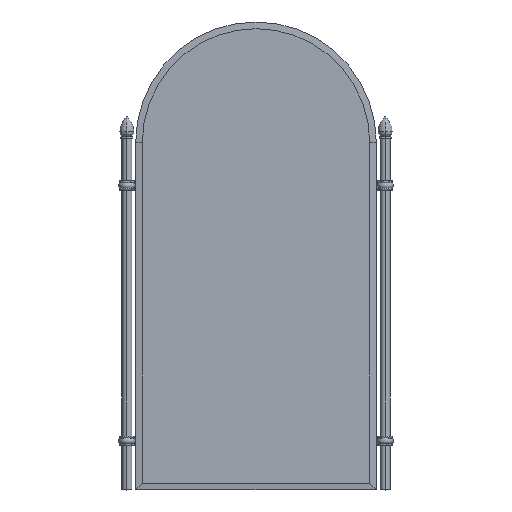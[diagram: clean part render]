
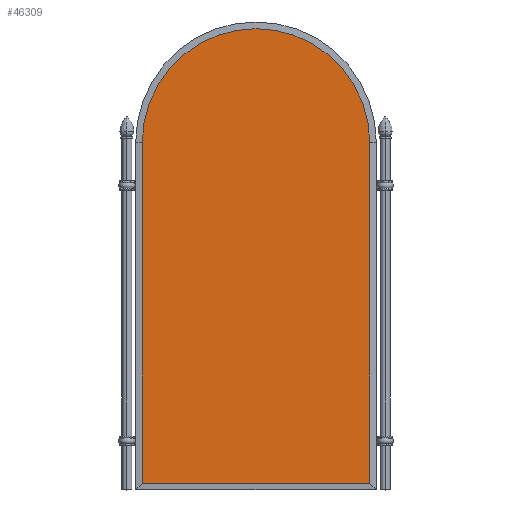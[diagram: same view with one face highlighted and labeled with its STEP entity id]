
A CAD part, top view. The second image highlights one B-rep face of the part: STEP entity #46309.
In plain terms, the highlighted planar face has unit normal (0, 0, 1).
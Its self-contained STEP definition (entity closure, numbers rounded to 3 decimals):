
#46160=DIRECTION('',(0.,1.,0.));
#46161=VECTOR('',#46160,25.5);
#46162=CARTESIAN_POINT('',(8.5,-2.029,0.919));
#46163=LINE('',#46162,#46161);
#46164=DIRECTION('',(1.,0.,0.));
#46165=VECTOR('',#46164,17.);
#46166=CARTESIAN_POINT('',(-8.5,-2.029,0.919));
#46167=LINE('',#46166,#46165);
#46168=DIRECTION('',(0.,-1.,0.));
#46169=VECTOR('',#46168,25.5);
#46170=CARTESIAN_POINT('',(-8.5,23.471,0.919));
#46171=LINE('',#46170,#46169);
#46172=CARTESIAN_POINT('',(0.,23.471,0.919));
#46173=DIRECTION('',(0.,0.,1.));
#46174=DIRECTION('',(1.,0.,0.));
#46175=AXIS2_PLACEMENT_3D('',#46172,#46173,#46174);
#46205=CARTESIAN_POINT('',(8.5,-2.029,0.919));
#46206=CARTESIAN_POINT('',(8.5,23.471,0.919));
#46207=VERTEX_POINT('',#46205);
#46208=VERTEX_POINT('',#46206);
#46209=CARTESIAN_POINT('',(-8.5,23.471,0.919));
#46210=VERTEX_POINT('',#46209);
#46211=CARTESIAN_POINT('',(-8.5,-2.029,0.919));
#46212=VERTEX_POINT('',#46211);
#46295=CARTESIAN_POINT('',(0.,-2.529,0.919));
#46296=DIRECTION('',(0.,0.,1.));
#46297=DIRECTION('',(1.,0.,0.));
#46298=AXIS2_PLACEMENT_3D('',#46295,#46296,#46297);
#46299=PLANE('',#46298);
#46301=ORIENTED_EDGE('',*,*,#46300,.F.);
#46303=ORIENTED_EDGE('',*,*,#46302,.F.);
#46305=ORIENTED_EDGE('',*,*,#46304,.F.);
#46306=ORIENTED_EDGE('',*,*,#46285,.F.);
#46307=EDGE_LOOP('',(#46301,#46303,#46305,#46306));
#46308=FACE_OUTER_BOUND('',#46307,.F.);
#46309=ADVANCED_FACE('',(#46308),#46299,.T.);
#46176=CIRCLE('',#46175,8.5);
#46285=EDGE_CURVE('',#46208,#46210,#46176,.T.);
#46300=EDGE_CURVE('',#46207,#46208,#46163,.T.);
#46302=EDGE_CURVE('',#46212,#46207,#46167,.T.);
#46304=EDGE_CURVE('',#46210,#46212,#46171,.T.);
